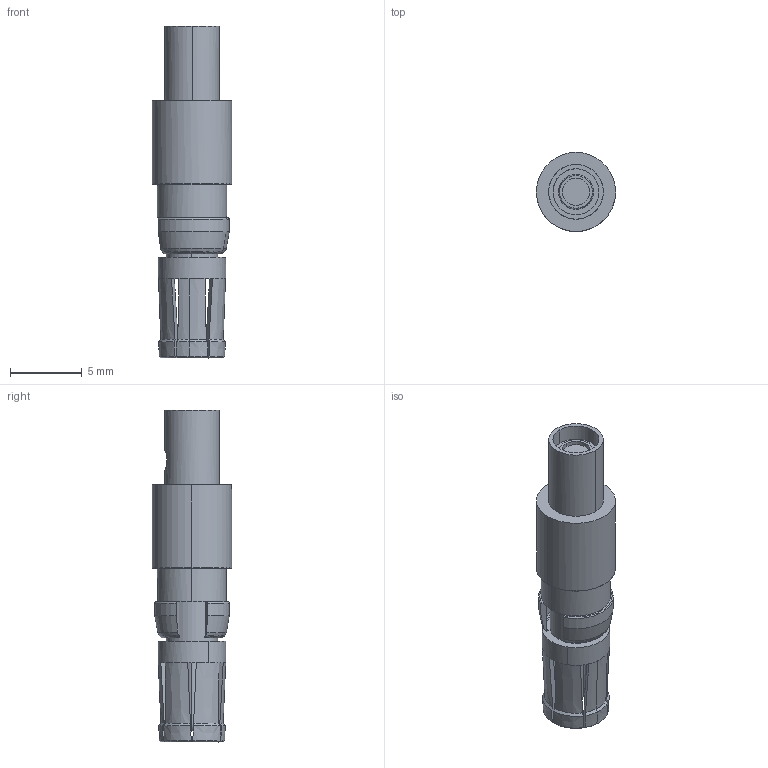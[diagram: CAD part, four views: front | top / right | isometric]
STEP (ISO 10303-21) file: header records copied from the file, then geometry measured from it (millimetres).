
FILE_DESCRIPTION(('CATIA V5 STEP Exchange','CAx-IF Rec.Pracs.--- Model Styling and Organization---1.4--- 2014-01-23'),'2;1');
FILE_NAME ('1255405-1_2', '2024-01-10T12:57:43+00:00', ('none'), ('Weidmueller'), 'CATIA Version 5-6 Release 2016 SP3 HF44', 'CATIA V5 STEP AP214', 'none');
FILE_SCHEMA(('AUTOMOTIVE_DESIGN { 1 0 10303 214 1 1 1 1 }'));
Length unit declared in the file: millimetre
Products named in the file (1): 2748680000
Bounding box: 5.5 x 5.5 x 23.08 mm (x, y, z)
Volume: 319.5 mm3; surface area: 568.5 mm2
Topology: 2 solids, 2 shells, 139 faces, 359 edges, 228 vertices
Faces by surface type: cone 40, plane 36, cylinder 27, revolution 16, torus 16, sphere 4
Entity records: 4731 total; most frequent: CARTESIAN_POINT 1820, ORIENTED_EDGE 710, DIRECTION 380, EDGE_CURVE 355, VERTEX_POINT 228, AXIS2_PLACEMENT_3D 212, B_SPLINE_CURVE_WITH_KNOTS 167, EDGE_LOOP 147
